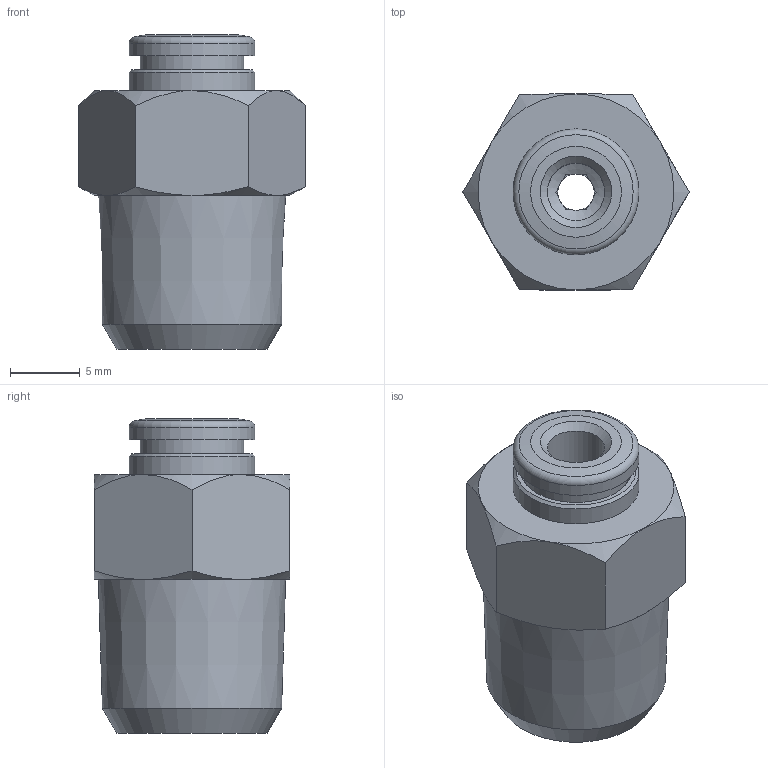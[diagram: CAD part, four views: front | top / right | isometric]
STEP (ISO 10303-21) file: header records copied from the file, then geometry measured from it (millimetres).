
FILE_DESCRIPTION(/* description */ (''),/* implementation_level */ '2;1');
FILE_NAME(/* name */ 'iqsg_144_msv.stp',/* time_stamp */ '2017-11-02T14:20:12+01:00',/* author */ ('Hamoud'),/* organization */ (''),/* preprocessor_version */ 'ST-DEVELOPER v15.6',/* originating_system */ 'Autodesk Inventor LT ',/* authorisation */ '');
FILE_SCHEMA (('AUTOMOTIVE_DESIGN { 1 0 10303 214 3 1 1 }'));
Length unit declared in the file: millimetre
Products named in the file (1): B200153_IPSO_01K_4_1-4_18.06.2015
Bounding box: 16.17 x 14 x 22.5 mm (x, y, z)
Volume: 2543.6 mm3; surface area: 1800.7 mm2
Topology: 2 solids, 2 shells, 65 faces, 146 edges, 89 vertices
Faces by surface type: plane 32, cone 23, cylinder 9, torus 1
Full cylindrical faces by diameter (mm): 2.6 x1, 4.1 x2, 6.4 x1, 7.3 x1, 7.4 x1, 7.6 x1, 9 x2
Entity records: 1850 total; most frequent: CARTESIAN_POINT 492, DIRECTION 270, ORIENTED_EDGE 246, EDGE_CURVE 123, AXIS2_PLACEMENT_3D 117, EDGE_LOOP 94, VERTEX_POINT 87, FACE_OUTER_BOUND 65
